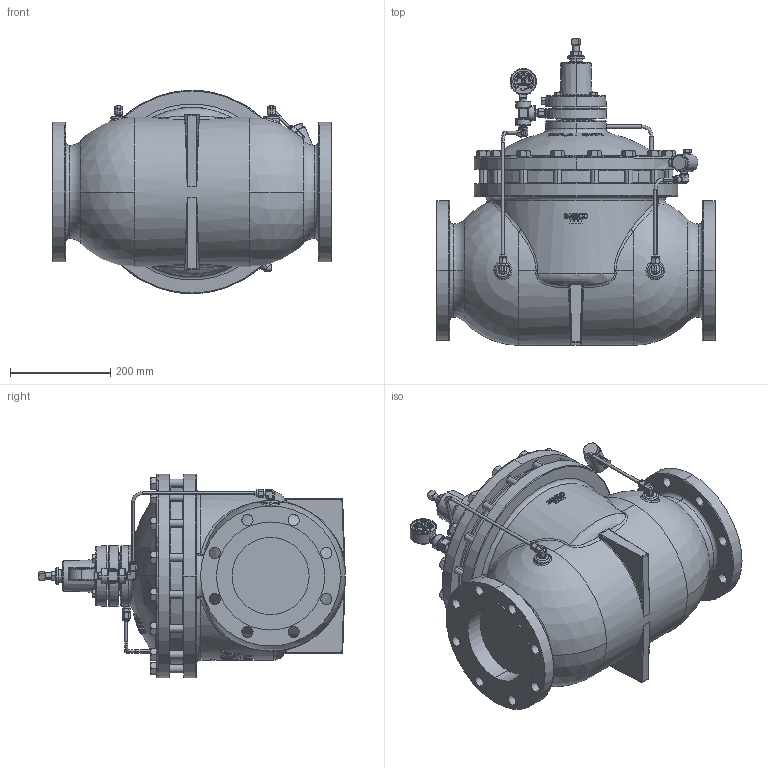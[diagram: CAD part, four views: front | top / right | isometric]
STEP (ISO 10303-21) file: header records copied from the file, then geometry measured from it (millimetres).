
FILE_DESCRIPTION (( 'STEP AP203' ), '1' );
FILE_NAME ('4 INCH 430 SGT PR-D (ACA).STEP', '2017-05-11T14:03:50', ( '' ), ( '' ), 'SwSTEP 2.0', 'SolidWorks 2016', '' );
FILE_SCHEMA (( 'CONFIG_CONTROL_DESIGN' ));
Products named in the file (1): 4 INCH 430 SGT PR-D (ACA)
Bounding box: 558.8 x 612.27 x 406.4 mm (x, y, z)
Volume: 48078831.1 mm3; surface area: 1369056.8 mm2
Topology: 1 solids, 4 shells, 3719 faces, 9547 edges, 6102 vertices
Faces by surface type: plane 1777, bspline 733, cylinder 707, cone 338, torus 107, sphere 57
Entity records: 159286 total; most frequent: CARTESIAN_POINT 74620, ORIENTED_EDGE 19026, DIRECTION 15400, EDGE_CURVE 9513, VERTEX_POINT 6102, AXIS2_PLACEMENT_3D 5441, VECTOR 4518, LINE 4518
